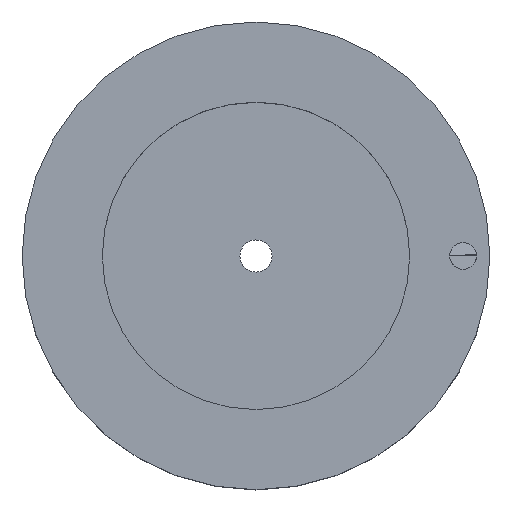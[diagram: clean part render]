
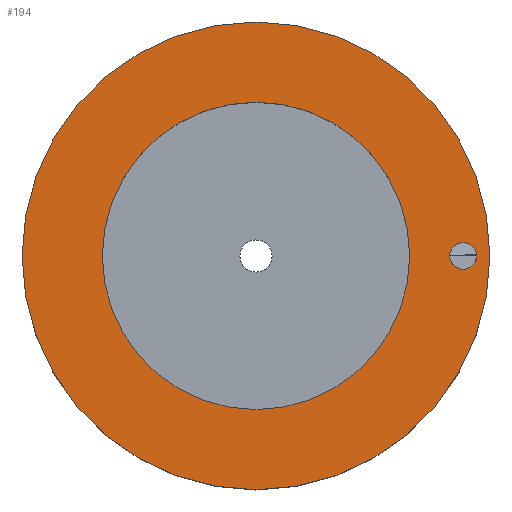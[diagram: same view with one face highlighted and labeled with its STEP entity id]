
A CAD part, top view. The second image highlights one B-rep face of the part: STEP entity #194.
In plain terms, the highlighted planar face has unit normal (0, 0, 1).
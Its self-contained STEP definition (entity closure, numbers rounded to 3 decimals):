
#17=FACE_BOUND('',#48,.T.);
#18=FACE_BOUND('',#49,.T.);
#22=PLANE('',#230);
#32=FACE_OUTER_BOUND('',#47,.T.);
#47=EDGE_LOOP('',(#155));
#48=EDGE_LOOP('',(#156));
#49=EDGE_LOOP('',(#157));
#77=CIRCLE('',#216,1.);
#85=CIRCLE('',#229,11.5);
#86=CIRCLE('',#231,17.5);
#91=VERTEX_POINT('',#309);
#100=VERTEX_POINT('',#371);
#101=VERTEX_POINT('',#375);
#106=EDGE_CURVE('',#91,#91,#77,.T.);
#120=EDGE_CURVE('',#100,#100,#85,.T.);
#121=EDGE_CURVE('',#101,#101,#86,.T.);
#155=ORIENTED_EDGE('',*,*,#121,.F.);
#156=ORIENTED_EDGE('',*,*,#106,.T.);
#157=ORIENTED_EDGE('',*,*,#120,.T.);
#194=ADVANCED_FACE('',(#32,#17,#18),#22,.T.);
#216=AXIS2_PLACEMENT_3D('',#310,#246,#247);
#229=AXIS2_PLACEMENT_3D('',#373,#276,#277);
#230=AXIS2_PLACEMENT_3D('',#374,#278,#279);
#231=AXIS2_PLACEMENT_3D('',#376,#280,#281);
#246=DIRECTION('center_axis',(0.,0.,-1.));
#247=DIRECTION('ref_axis',(-1.,0.,0.));
#276=DIRECTION('center_axis',(0.,0.,-1.));
#277=DIRECTION('ref_axis',(1.,0.,0.));
#278=DIRECTION('center_axis',(0.,0.,1.));
#279=DIRECTION('ref_axis',(1.,0.,0.));
#280=DIRECTION('center_axis',(0.,0.,-1.));
#281=DIRECTION('ref_axis',(1.,0.,0.));
#309=CARTESIAN_POINT('',(16.5,0.,10.));
#310=CARTESIAN_POINT('Origin',(15.5,0.,10.));
#371=CARTESIAN_POINT('',(0.,-11.5,10.));
#373=CARTESIAN_POINT('Origin',(0.,0.,10.));
#374=CARTESIAN_POINT('Origin',(0.,17.5,10.));
#375=CARTESIAN_POINT('',(0.,-17.5,10.));
#376=CARTESIAN_POINT('Origin',(0.,0.,10.));
